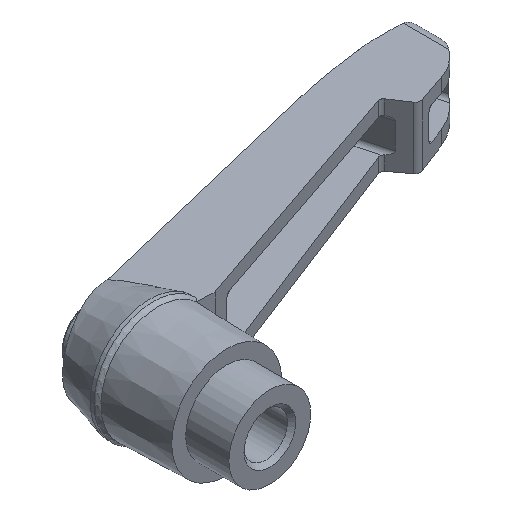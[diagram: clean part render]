
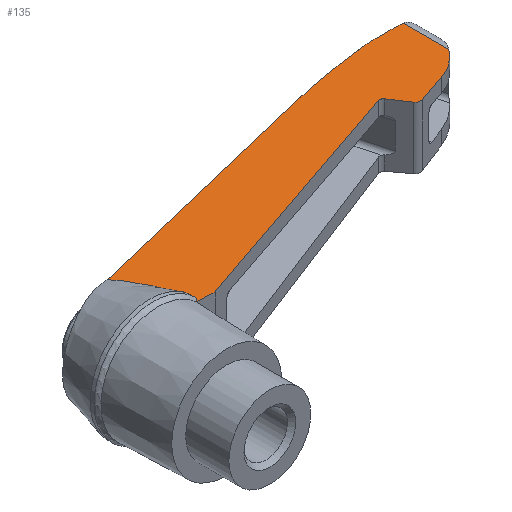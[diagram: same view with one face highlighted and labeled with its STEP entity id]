
A CAD part, isometric view. The second image highlights one B-rep face of the part: STEP entity #135.
In plain terms, the highlighted planar face has unit normal (0.037, 0, 0.999).
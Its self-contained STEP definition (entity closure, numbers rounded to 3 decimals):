
#135 = ADVANCED_FACE( '', ( #334 ), #335, .F. );
#334 = FACE_OUTER_BOUND( '', #599, .T. );
#335 = PLANE( '', #600 );
#599 = EDGE_LOOP( '', ( #935, #936, #937, #938, #939, #940, #941, #942, #943, #944, #945, #946, #947, #948, #949 ) );
#600 = AXIS2_PLACEMENT_3D( '', #950, #951, #952 );
#935 = ORIENTED_EDGE( '', *, *, #1668, .F. );
#936 = ORIENTED_EDGE( '', *, *, #1669, .T. );
#937 = ORIENTED_EDGE( '', *, *, #1670, .F. );
#938 = ORIENTED_EDGE( '', *, *, #1671, .F. );
#939 = ORIENTED_EDGE( '', *, *, #1672, .T. );
#940 = ORIENTED_EDGE( '', *, *, #1673, .F. );
#941 = ORIENTED_EDGE( '', *, *, #1674, .F. );
#942 = ORIENTED_EDGE( '', *, *, #1675, .F. );
#943 = ORIENTED_EDGE( '', *, *, #1676, .F. );
#944 = ORIENTED_EDGE( '', *, *, #1677, .F. );
#945 = ORIENTED_EDGE( '', *, *, #1678, .F. );
#946 = ORIENTED_EDGE( '', *, *, #1679, .F. );
#947 = ORIENTED_EDGE( '', *, *, #1680, .F. );
#948 = ORIENTED_EDGE( '', *, *, #1593, .F. );
#949 = ORIENTED_EDGE( '', *, *, #1681, .F. );
#950 = CARTESIAN_POINT( '', ( 0., 66., 10.001 ) );
#951 = DIRECTION( '', ( -0.037, 0., -0.999 ) );
#952 = DIRECTION( '', ( -0.999, 0., 0.037 ) );
#1593 = EDGE_CURVE( '', #1900, #1901, #1902, .T. );
#1668 = EDGE_CURVE( '', #2032, #2033, #2034, .T. );
#1669 = EDGE_CURVE( '', #2032, #2035, #2036, .T. );
#1670 = EDGE_CURVE( '', #2037, #2035, #2038, .T. );
#1671 = EDGE_CURVE( '', #2039, #2037, #2040, .T. );
#1672 = EDGE_CURVE( '', #2039, #2041, #2042, .T. );
#1673 = EDGE_CURVE( '', #2043, #2041, #2044, .T. );
#1674 = EDGE_CURVE( '', #2045, #2043, #2046, .T. );
#1675 = EDGE_CURVE( '', #2047, #2045, #2048, .T. );
#1676 = EDGE_CURVE( '', #2049, #2047, #2050, .T. );
#1677 = EDGE_CURVE( '', #2051, #2049, #2052, .T. );
#1678 = EDGE_CURVE( '', #2053, #2051, #2054, .T. );
#1679 = EDGE_CURVE( '', #2055, #2053, #2056, .T. );
#1680 = EDGE_CURVE( '', #1901, #2055, #2057, .T. );
#1681 = EDGE_CURVE( '', #2033, #1900, #2058, .T. );
#1900 = VERTEX_POINT( '', #2356 );
#1901 = VERTEX_POINT( '', #2357 );
#1902 = LINE( '', #2358, #2359 );
#2032 = VERTEX_POINT( '', #2539 );
#2033 = VERTEX_POINT( '', #2540 );
#2034 = LINE( '', #2541, #2542 );
#2035 = VERTEX_POINT( '', #2543 );
#2036 = B_SPLINE_CURVE_WITH_KNOTS( '', 3, ( #2544, #2545, #2546, #2547, #2548, #2549, #2550, #2551, #2552, #2553 ), .UNSPECIFIED., .F., .F., ( 4, 2, 2, 2, 4 ), ( 0., 0., 0.001, 0.001, 0.001 ), .UNSPECIFIED. );
#2037 = VERTEX_POINT( '', #2554 );
#2038 = LINE( '', #2555, #2556 );
#2039 = VERTEX_POINT( '', #2557 );
#2040 = LINE( '', #2558, #2559 );
#2041 = VERTEX_POINT( '', #2560 );
#2042 = ELLIPSE( '', #2561, 1.001, 1. );
#2043 = VERTEX_POINT( '', #2562 );
#2044 = LINE( '', #2563, #2564 );
#2045 = VERTEX_POINT( '', #2565 );
#2046 = ELLIPSE( '', #2566, 1.401, 1.4 );
#2047 = VERTEX_POINT( '', #2567 );
#2048 = LINE( '', #2568, #2569 );
#2049 = VERTEX_POINT( '', #2570 );
#2050 = ELLIPSE( '', #2571, 15.01, 15. );
#2051 = VERTEX_POINT( '', #2572 );
#2052 = LINE( '', #2573, #2574 );
#2053 = VERTEX_POINT( '', #2575 );
#2054 = ELLIPSE( '', #2576, 53.036, 53. );
#2055 = VERTEX_POINT( '', #2577 );
#2056 = ELLIPSE( '', #2578, 50.034, 50. );
#2057 = ELLIPSE( '', #2579, 198.134, 198. );
#2058 = B_SPLINE_CURVE_WITH_KNOTS( '', 3, ( #2580, #2581, #2582, #2583, #2584, #2585, #2586, #2587, #2588, #2589, #2590, #2591 ), .UNSPECIFIED., .F., .F., ( 4, 2, 2, 2, 2, 4 ), ( 0., 0.004, 0.007, 0.011, 0.013, 0.015 ), .UNSPECIFIED. );
#2356 = CARTESIAN_POINT( '', ( 2.857, 40.522, 9.896 ) );
#2357 = CARTESIAN_POINT( '', ( 64.3, 57.1, 7.631 ) );
#2358 = CARTESIAN_POINT( '', ( 64.09, 57.044, 7.639 ) );
#2359 = VECTOR( '', #3091, 1000. );
#2539 = CARTESIAN_POINT( '', ( 9.805, 27.006, 9.64 ) );
#2540 = CARTESIAN_POINT( '', ( 9.805, 27.9, 9.64 ) );
#2541 = CARTESIAN_POINT( '', ( 9.805, 78.207, 9.64 ) );
#2542 = VECTOR( '', #3190, 1000. );
#2543 = CARTESIAN_POINT( '', ( 8.937, 26., 9.672 ) );
#2544 = CARTESIAN_POINT( '', ( 9.805, 27.006, 9.64 ) );
#2545 = CARTESIAN_POINT( '', ( 9.784, 26.892, 9.641 ) );
#2546 = CARTESIAN_POINT( '', ( 9.745, 26.785, 9.642 ) );
#2547 = CARTESIAN_POINT( '', ( 9.637, 26.582, 9.646 ) );
#2548 = CARTESIAN_POINT( '', ( 9.569, 26.488, 9.649 ) );
#2549 = CARTESIAN_POINT( '', ( 9.414, 26.319, 9.654 ) );
#2550 = CARTESIAN_POINT( '', ( 9.326, 26.243, 9.658 ) );
#2551 = CARTESIAN_POINT( '', ( 9.14, 26.109, 9.664 ) );
#2552 = CARTESIAN_POINT( '', ( 9.041, 26.051, 9.668 ) );
#2553 = CARTESIAN_POINT( '', ( 8.937, 26., 9.672 ) );
#2554 = CARTESIAN_POINT( '', ( 13.3, 26., 9.511 ) );
#2555 = CARTESIAN_POINT( '', ( -0.138, 26., 10.006 ) );
#2556 = VECTOR( '', #3191, 1000. );
#2557 = CARTESIAN_POINT( '', ( 72.844, 47.672, 7.317 ) );
#2558 = CARTESIAN_POINT( '', ( 13.162, 25.95, 9.516 ) );
#2559 = VECTOR( '', #3192, 1000. );
#2560 = CARTESIAN_POINT( '', ( 74.005, 47.306, 7.274 ) );
#2561 = AXIS2_PLACEMENT_3D( '', #3193, #3194, #3195 );
#2562 = CARTESIAN_POINT( '', ( 76.684, 43.48, 7.175 ) );
#2563 = CARTESIAN_POINT( '', ( 73.926, 47.418, 7.277 ) );
#2564 = VECTOR( '', #3196, 1000. );
#2565 = CARTESIAN_POINT( '', ( 78.31, 42.967, 7.115 ) );
#2566 = AXIS2_PLACEMENT_3D( '', #3197, #3198, #3199 );
#2567 = CARTESIAN_POINT( '', ( 85.5, 45.584, 6.85 ) );
#2568 = CARTESIAN_POINT( '', ( 78.094, 42.889, 7.123 ) );
#2569 = VECTOR( '', #3200, 1000. );
#2570 = CARTESIAN_POINT( '', ( 92.014, 50.509, 6.61 ) );
#2571 = AXIS2_PLACEMENT_3D( '', #3201, #3202, #3203 );
#2572 = CARTESIAN_POINT( '', ( 92.014, 61.014, 6.61 ) );
#2573 = CARTESIAN_POINT( '', ( 92.014, 66., 6.61 ) );
#2574 = VECTOR( '', #3204, 1000. );
#2575 = CARTESIAN_POINT( '', ( 86.8, 61., 6.802 ) );
#2576 = AXIS2_PLACEMENT_3D( '', #3205, #3206, #3207 );
#2577 = CARTESIAN_POINT( '', ( 81., 60.5, 7.016 ) );
#2578 = AXIS2_PLACEMENT_3D( '', #3208, #3209, #3210 );
#2579 = AXIS2_PLACEMENT_3D( '', #3211, #3212, #3213 );
#2580 = CARTESIAN_POINT( '', ( 9.805, 27.9, 9.64 ) );
#2581 = CARTESIAN_POINT( '', ( 9.358, 29.024, 9.656 ) );
#2582 = CARTESIAN_POINT( '', ( 8.897, 30.142, 9.673 ) );
#2583 = CARTESIAN_POINT( '', ( 7.932, 32.359, 9.709 ) );
#2584 = CARTESIAN_POINT( '', ( 7.427, 33.459, 9.727 ) );
#2585 = CARTESIAN_POINT( '', ( 6.346, 35.622, 9.767 ) );
#2586 = CARTESIAN_POINT( '', ( 5.77, 36.689, 9.789 ) );
#2587 = CARTESIAN_POINT( '', ( 4.799, 38.218, 9.824 ) );
#2588 = CARTESIAN_POINT( '', ( 4.457, 38.716, 9.837 ) );
#2589 = CARTESIAN_POINT( '', ( 3.71, 39.669, 9.865 ) );
#2590 = CARTESIAN_POINT( '', ( 3.309, 40.121, 9.879 ) );
#2591 = CARTESIAN_POINT( '', ( 2.857, 40.522, 9.896 ) );
#3091 = DIRECTION( '', ( 0.965, 0.26, -0.036 ) );
#3190 = DIRECTION( '', ( 0., 1., 0. ) );
#3191 = DIRECTION( '', ( -0.999, 0., 0.037 ) );
#3192 = DIRECTION( '', ( -0.939, -0.342, 0.035 ) );
#3193 = CARTESIAN_POINT( '', ( 73.186, 46.732, 7.304 ) );
#3194 = DIRECTION( '', ( -0.037, 0., -0.999 ) );
#3195 = DIRECTION( '', ( 0.999, 0., -0.037 ) );
#3196 = DIRECTION( '', ( -0.573, 0.819, 0.021 ) );
#3197 = CARTESIAN_POINT( '', ( 77.831, 44.283, 7.133 ) );
#3198 = DIRECTION( '', ( -0.037, 0., -0.999 ) );
#3199 = DIRECTION( '', ( 0.999, 0., -0.037 ) );
#3200 = DIRECTION( '', ( -0.939, -0.342, 0.035 ) );
#3201 = CARTESIAN_POINT( '', ( 80.053, 59.56, 7.051 ) );
#3202 = DIRECTION( '', ( -0.037, 0., -0.999 ) );
#3203 = DIRECTION( '', ( 0.999, 0., -0.037 ) );
#3204 = DIRECTION( '', ( 0., -1., 0. ) );
#3205 = CARTESIAN_POINT( '', ( 89.547, 8.071, 6.701 ) );
#3206 = DIRECTION( '', ( -0.037, 0., -0.999 ) );
#3207 = DIRECTION( '', ( 0.999, 0., -0.037 ) );
#3208 = CARTESIAN_POINT( '', ( 88.187, 11.019, 6.751 ) );
#3209 = DIRECTION( '', ( -0.037, 0., -0.999 ) );
#3210 = DIRECTION( '', ( 0.999, 0., -0.037 ) );
#3211 = CARTESIAN_POINT( '', ( 112.109, -135.041, 5.869 ) );
#3212 = DIRECTION( '', ( -0.037, 0., -0.999 ) );
#3213 = DIRECTION( '', ( 0.999, 0., -0.037 ) );
